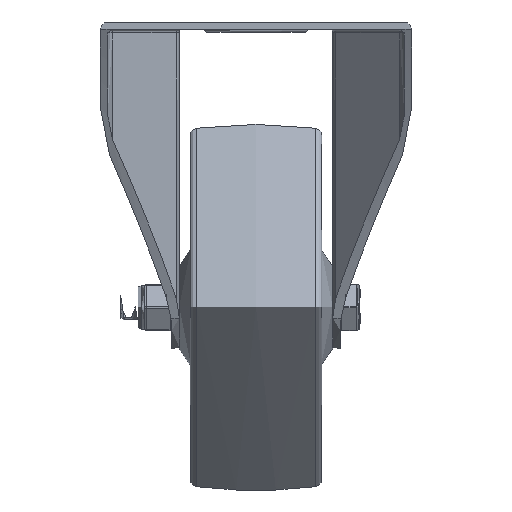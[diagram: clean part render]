
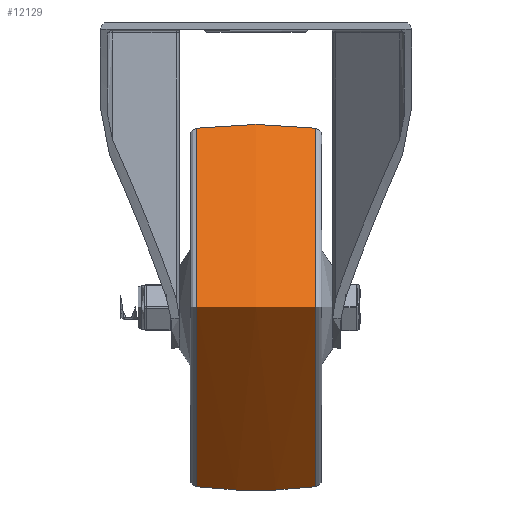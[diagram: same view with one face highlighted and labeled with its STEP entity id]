
A CAD part, left-side view. The second image highlights one B-rep face of the part: STEP entity #12129.
In plain terms, the highlighted free-form (B-spline) face has degree [2, 2] with [3, 9] control points.
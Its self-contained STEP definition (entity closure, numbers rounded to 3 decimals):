
#65=(
BOUNDED_SURFACE()
B_SPLINE_SURFACE(2,2,((#18447,#18448,#18449,#18450,#18451,#18452,#18453,
#18454,#18455),(#18456,#18457,#18458,#18459,#18460,#18461,#18462,#18463,
#18464),(#18465,#18466,#18467,#18468,#18469,#18470,#18471,#18472,#18473)),
 .UNSPECIFIED.,.F.,.T.,.F.)
B_SPLINE_SURFACE_WITH_KNOTS((3,3),(3,2,2,2,3),(-0.125,0.125),
(-3.142,-1.571,0.,1.571,3.142),
 .UNSPECIFIED.)
GEOMETRIC_REPRESENTATION_ITEM()
RATIONAL_B_SPLINE_SURFACE(((1.,0.707,1.,0.707,1.,
0.707,1.,0.707,1.),(0.992,0.702,
0.992,0.702,0.992,0.702,
0.992,0.702,0.992),(1.,0.707,
1.,0.707,1.,0.707,1.,0.707,1.)))
REPRESENTATION_ITEM('')
SURFACE()
);
#637=CIRCLE('',#13169,48.982);
#638=CIRCLE('',#13170,130.225);
#639=CIRCLE('',#13171,48.982);
#1483=FACE_OUTER_BOUND('',#2255,.T.);
#2255=EDGE_LOOP('',(#8845,#8846,#8847,#8848));
#5306=VERTEX_POINT('',#18444);
#5307=VERTEX_POINT('',#18474);
#6637=EDGE_CURVE('',#5306,#5306,#637,.T.);
#6638=EDGE_CURVE('',#5306,#5307,#638,.T.);
#6639=EDGE_CURVE('',#5307,#5307,#639,.T.);
#8845=ORIENTED_EDGE('',*,*,#6637,.F.);
#8846=ORIENTED_EDGE('',*,*,#6638,.T.);
#8847=ORIENTED_EDGE('',*,*,#6639,.T.);
#8848=ORIENTED_EDGE('',*,*,#6638,.F.);
#12129=ADVANCED_FACE('',(#1483),#65,.F.);
#13169=AXIS2_PLACEMENT_3D('',#18446,#14809,#14810);
#13170=AXIS2_PLACEMENT_3D('',#18475,#14811,#14812);
#13171=AXIS2_PLACEMENT_3D('',#18476,#14813,#14814);
#14809=DIRECTION('center_axis',(0.,1.,0.));
#14810=DIRECTION('ref_axis',(0.,0.,1.));
#14811=DIRECTION('center_axis',(-1.,0.,0.));
#14812=DIRECTION('ref_axis',(0.,0.,-1.));
#14813=DIRECTION('center_axis',(0.,1.,0.));
#14814=DIRECTION('ref_axis',(0.,0.,1.));
#18444=CARTESIAN_POINT('',(0.,16.25,-48.982));
#18446=CARTESIAN_POINT('Origin',(0.,16.25,0.));
#18447=CARTESIAN_POINT('Ctrl Pts',(0.,-16.25,-48.982));
#18448=CARTESIAN_POINT('Ctrl Pts',(-48.982,-16.25,
-48.982));
#18449=CARTESIAN_POINT('Ctrl Pts',(-48.982,-16.25,
0.));
#18450=CARTESIAN_POINT('Ctrl Pts',(-48.982,-16.25,
48.982));
#18451=CARTESIAN_POINT('Ctrl Pts',(0.,-16.25,48.982));
#18452=CARTESIAN_POINT('Ctrl Pts',(48.982,-16.25,48.982));
#18453=CARTESIAN_POINT('Ctrl Pts',(48.982,-16.25,0.));
#18454=CARTESIAN_POINT('Ctrl Pts',(48.982,-16.25,-48.982));
#18455=CARTESIAN_POINT('Ctrl Pts',(0.,-16.25,-48.982));
#18456=CARTESIAN_POINT('Ctrl Pts',(0.,0.,-51.026));
#18457=CARTESIAN_POINT('Ctrl Pts',(-51.026,0.,
-51.026));
#18458=CARTESIAN_POINT('Ctrl Pts',(-51.026,0.,
0.));
#18459=CARTESIAN_POINT('Ctrl Pts',(-51.026,0.,
51.026));
#18460=CARTESIAN_POINT('Ctrl Pts',(0.,0.,51.026));
#18461=CARTESIAN_POINT('Ctrl Pts',(51.026,0.,
51.026));
#18462=CARTESIAN_POINT('Ctrl Pts',(51.026,0.,
0.));
#18463=CARTESIAN_POINT('Ctrl Pts',(51.026,0.,
-51.026));
#18464=CARTESIAN_POINT('Ctrl Pts',(0.,0.,-51.026));
#18465=CARTESIAN_POINT('Ctrl Pts',(0.,16.25,-48.982));
#18466=CARTESIAN_POINT('Ctrl Pts',(-48.982,16.25,-48.982));
#18467=CARTESIAN_POINT('Ctrl Pts',(-48.982,16.25,0.));
#18468=CARTESIAN_POINT('Ctrl Pts',(-48.982,16.25,48.982));
#18469=CARTESIAN_POINT('Ctrl Pts',(0.,16.25,48.982));
#18470=CARTESIAN_POINT('Ctrl Pts',(48.982,16.25,48.982));
#18471=CARTESIAN_POINT('Ctrl Pts',(48.982,16.25,0.));
#18472=CARTESIAN_POINT('Ctrl Pts',(48.982,16.25,-48.982));
#18473=CARTESIAN_POINT('Ctrl Pts',(0.,16.25,-48.982));
#18474=CARTESIAN_POINT('',(0.,-16.25,-48.982));
#18475=CARTESIAN_POINT('Origin',(0.,0.,
80.225));
#18476=CARTESIAN_POINT('Origin',(0.,-16.25,0.));
